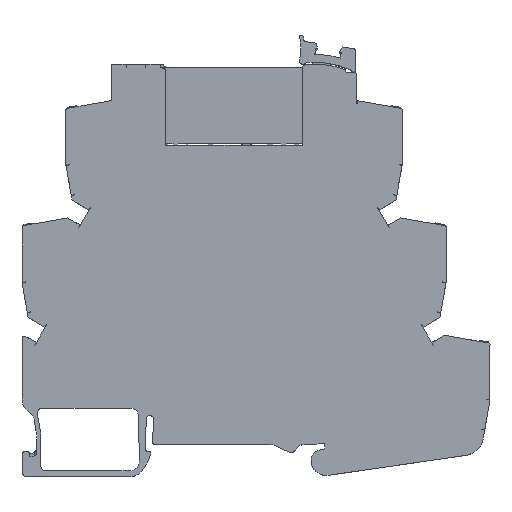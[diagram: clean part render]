
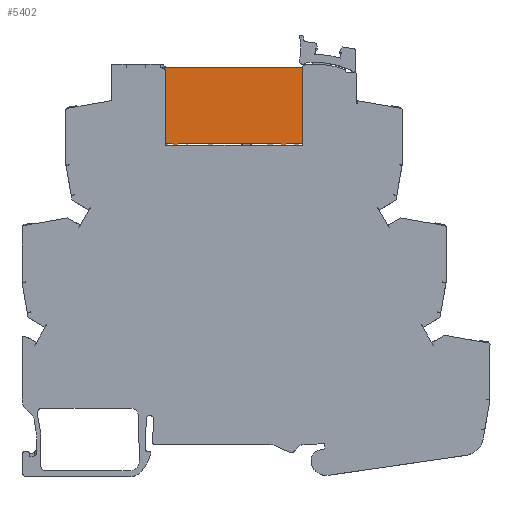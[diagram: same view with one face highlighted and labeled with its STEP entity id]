
A CAD part, top view. The second image highlights one B-rep face of the part: STEP entity #5402.
In plain terms, the highlighted planar face has unit normal (0, 0, 1).
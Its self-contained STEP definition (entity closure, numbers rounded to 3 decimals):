
#50 = VECTOR ( 'NONE', #2543, 1000. ) ;
#83 = DIRECTION ( 'NONE',  ( 1., 0., 0. ) ) ;
#998 = CARTESIAN_POINT ( 'NONE',  ( 54.79, 72.543, 5.6 ) ) ;
#1783 = CARTESIAN_POINT ( 'NONE',  ( 29.19, 57.822, 5.6 ) ) ;
#2029 = CARTESIAN_POINT ( 'NONE',  ( 27.19, 72.522, 5.6 ) ) ;
#2164 = LINE ( 'NONE', #2029, #7869 ) ;
#2207 = VERTEX_POINT ( 'NONE', #16046 ) ;
#2543 = DIRECTION ( 'NONE',  ( -1., 0., 0. ) ) ;
#2777 = ORIENTED_EDGE ( 'NONE', *, *, #3421, .F. ) ;
#2790 = VECTOR ( 'NONE', #15821, 1000. ) ;
#2837 = ORIENTED_EDGE ( 'NONE', *, *, #18901, .F. ) ;
#3015 = EDGE_CURVE ( 'NONE', #7949, #6710, #2164, .T. ) ;
#3421 = EDGE_CURVE ( 'NONE', #22649, #12189, #25915, .T. ) ;
#3628 = ORIENTED_EDGE ( 'NONE', *, *, #17118, .F. ) ;
#3933 = LINE ( 'NONE', #9696, #4599 ) ;
#3957 = DIRECTION ( 'NONE',  ( 0., 1., 0. ) ) ;
#4014 = ORIENTED_EDGE ( 'NONE', *, *, #9113, .T. ) ;
#4570 = DIRECTION ( 'NONE',  ( 0., -1., 0. ) ) ;
#4599 = VECTOR ( 'NONE', #17849, 1000. ) ;
#4865 = VERTEX_POINT ( 'NONE', #998 ) ;
#5214 = CARTESIAN_POINT ( 'NONE',  ( 50.04, 58.122, 5.6 ) ) ;
#5219 = DIRECTION ( 'NONE',  ( -1., 0., 0. ) ) ;
#5402 = ADVANCED_FACE ( 'NONE', ( #19837 ), #15759, .F. ) ;
#5620 = VECTOR ( 'NONE', #3957, 1000. ) ;
#5677 = DIRECTION ( 'NONE',  ( -1., 0., 0. ) ) ;
#5768 = DIRECTION ( 'NONE',  ( 0., -1., 0. ) ) ;
#6016 = DIRECTION ( 'NONE',  ( 1., 0., 0. ) ) ;
#6292 = CARTESIAN_POINT ( 'NONE',  ( 54.79, 58.122, 5.6 ) ) ;
#6532 = LINE ( 'NONE', #10862, #9625 ) ;
#6578 = ORIENTED_EDGE ( 'NONE', *, *, #15406, .T. ) ;
#6710 = VERTEX_POINT ( 'NONE', #24453 ) ;
#6850 = CIRCLE ( 'NONE', #18180, 0.4 ) ;
#6869 = VECTOR ( 'NONE', #23775, 1000. ) ;
#7007 = CARTESIAN_POINT ( 'NONE',  ( 27.04, 72.822, 5.6 ) ) ;
#7561 = ORIENTED_EDGE ( 'NONE', *, *, #14223, .T. ) ;
#7653 = CARTESIAN_POINT ( 'NONE',  ( 54.94, 57.829, 5.6 ) ) ;
#7772 = CARTESIAN_POINT ( 'NONE',  ( 26.79, 72.522, 5.6 ) ) ;
#7869 = VECTOR ( 'NONE', #15948, 1000. ) ;
#7887 = LINE ( 'NONE', #24051, #5620 ) ;
#7949 = VERTEX_POINT ( 'NONE', #12141 ) ;
#8282 = DIRECTION ( 'NONE',  ( 0., 0., 1. ) ) ;
#9113 = EDGE_CURVE ( 'NONE', #22649, #9891, #3933, .T. ) ;
#9625 = VECTOR ( 'NONE', #4570, 1000. ) ;
#9696 = CARTESIAN_POINT ( 'NONE',  ( 30.19, 57.822, 5.6 ) ) ;
#9891 = VERTEX_POINT ( 'NONE', #21697 ) ;
#10281 = LINE ( 'NONE', #24341, #50 ) ;
#10369 = DIRECTION ( 'NONE',  ( 0., 1., 0. ) ) ;
#10556 = EDGE_CURVE ( 'NONE', #23921, #4865, #22123, .T. ) ;
#10723 = VECTOR ( 'NONE', #10369, 1000. ) ;
#10862 = CARTESIAN_POINT ( 'NONE',  ( 54.79, 57.222, 5.6 ) ) ;
#10904 = ORIENTED_EDGE ( 'NONE', *, *, #20494, .F. ) ;
#10958 = DIRECTION ( 'NONE',  ( -1., 0., 0. ) ) ;
#11061 = EDGE_CURVE ( 'NONE', #12189, #22089, #19774, .T. ) ;
#11346 = VECTOR ( 'NONE', #83, 1000. ) ;
#11384 = CARTESIAN_POINT ( 'NONE',  ( 55.19, 72.543, 5.6 ) ) ;
#11423 = ORIENTED_EDGE ( 'NONE', *, *, #11061, .F. ) ;
#11811 = ORIENTED_EDGE ( 'NONE', *, *, #17453, .T. ) ;
#11891 = ORIENTED_EDGE ( 'NONE', *, *, #12149, .T. ) ;
#11971 = VERTEX_POINT ( 'NONE', #15249 ) ;
#12141 = CARTESIAN_POINT ( 'NONE',  ( 27.19, 58.122, 5.6 ) ) ;
#12149 = EDGE_CURVE ( 'NONE', #25234, #11971, #22596, .T. ) ;
#12189 = VERTEX_POINT ( 'NONE', #14304 ) ;
#12518 = EDGE_CURVE ( 'NONE', #7949, #22089, #16002, .T. ) ;
#12831 = DIRECTION ( 'NONE',  ( 0., 0., 1. ) ) ;
#13239 = VECTOR ( 'NONE', #6016, 1000. ) ;
#13496 = VECTOR ( 'NONE', #10958, 1000. ) ;
#13816 = VERTEX_POINT ( 'NONE', #5214 ) ;
#13998 = CARTESIAN_POINT ( 'NONE',  ( 50.04, 57.829, 5.6 ) ) ;
#14084 = ORIENTED_EDGE ( 'NONE', *, *, #10556, .F. ) ;
#14089 = VERTEX_POINT ( 'NONE', #13998 ) ;
#14223 = EDGE_CURVE ( 'NONE', #11971, #25347, #14505, .T. ) ;
#14304 = CARTESIAN_POINT ( 'NONE',  ( 29.19, 57.829, 5.6 ) ) ;
#14455 = ORIENTED_EDGE ( 'NONE', *, *, #3015, .F. ) ;
#14505 = LINE ( 'NONE', #20700, #11346 ) ;
#14553 = EDGE_CURVE ( 'NONE', #25234, #14089, #10281, .T. ) ;
#15249 = CARTESIAN_POINT ( 'NONE',  ( 51.04, 58.122, 5.6 ) ) ;
#15406 = EDGE_CURVE ( 'NONE', #23921, #2207, #22796, .T. ) ;
#15628 = CARTESIAN_POINT ( 'NONE',  ( 54.94, 72.822, 5.6 ) ) ;
#15759 = PLANE ( 'NONE',  #23668 ) ;
#15821 = DIRECTION ( 'NONE',  ( 0., 1., 0. ) ) ;
#15948 = DIRECTION ( 'NONE',  ( 0., 1., 0. ) ) ;
#16002 = LINE ( 'NONE', #24020, #13239 ) ;
#16046 = CARTESIAN_POINT ( 'NONE',  ( 27.054, 72.822, 5.6 ) ) ;
#16969 = CARTESIAN_POINT ( 'NONE',  ( 54.904, 72.822, 5.6 ) ) ;
#17068 = AXIS2_PLACEMENT_3D ( 'NONE', #11384, #12831, #5219 ) ;
#17118 = EDGE_CURVE ( 'NONE', #6710, #2207, #6850, .T. ) ;
#17453 = EDGE_CURVE ( 'NONE', #9891, #13816, #21673, .T. ) ;
#17849 = DIRECTION ( 'NONE',  ( 0., 1., 0. ) ) ;
#17987 = DIRECTION ( 'NONE',  ( 0., 0., -1. ) ) ;
#18180 = AXIS2_PLACEMENT_3D ( 'NONE', #7772, #8282, #25909 ) ;
#18767 = CARTESIAN_POINT ( 'NONE',  ( 30.19, 57.829, 5.6 ) ) ;
#18901 = EDGE_CURVE ( 'NONE', #14089, #13816, #7887, .T. ) ;
#19774 = LINE ( 'NONE', #1783, #2790 ) ;
#19837 = FACE_OUTER_BOUND ( 'NONE', #22948, .T. ) ;
#19977 = CARTESIAN_POINT ( 'NONE',  ( 51.04, 57.829, 5.6 ) ) ;
#20494 = EDGE_CURVE ( 'NONE', #4865, #25347, #6532, .T. ) ;
#20552 = ORIENTED_EDGE ( 'NONE', *, *, #14553, .F. ) ;
#20700 = CARTESIAN_POINT ( 'NONE',  ( 27.04, 58.122, 5.6 ) ) ;
#21359 = ORIENTED_EDGE ( 'NONE', *, *, #12518, .T. ) ;
#21495 = VECTOR ( 'NONE', #5677, 1000. ) ;
#21673 = LINE ( 'NONE', #24152, #6869 ) ;
#21697 = CARTESIAN_POINT ( 'NONE',  ( 30.19, 58.122, 5.6 ) ) ;
#22089 = VERTEX_POINT ( 'NONE', #24911 ) ;
#22123 = CIRCLE ( 'NONE', #17068, 0.4 ) ;
#22596 = LINE ( 'NONE', #24433, #10723 ) ;
#22649 = VERTEX_POINT ( 'NONE', #18767 ) ;
#22796 = LINE ( 'NONE', #7007, #13496 ) ;
#22948 = EDGE_LOOP ( 'NONE', ( #20552, #11891, #7561, #10904, #14084, #6578, #3628, #14455, #21359, #11423, #2777, #4014, #11811, #2837 ) ) ;
#23668 = AXIS2_PLACEMENT_3D ( 'NONE', #15628, #17987, #5768 ) ;
#23775 = DIRECTION ( 'NONE',  ( 1., 0., 0. ) ) ;
#23921 = VERTEX_POINT ( 'NONE', #16969 ) ;
#24020 = CARTESIAN_POINT ( 'NONE',  ( 27.04, 58.122, 5.6 ) ) ;
#24051 = CARTESIAN_POINT ( 'NONE',  ( 50.04, 57.822, 5.6 ) ) ;
#24152 = CARTESIAN_POINT ( 'NONE',  ( 27.04, 58.122, 5.6 ) ) ;
#24341 = CARTESIAN_POINT ( 'NONE',  ( 54.94, 57.829, 5.6 ) ) ;
#24433 = CARTESIAN_POINT ( 'NONE',  ( 51.04, 57.822, 5.6 ) ) ;
#24453 = CARTESIAN_POINT ( 'NONE',  ( 27.19, 72.522, 5.6 ) ) ;
#24911 = CARTESIAN_POINT ( 'NONE',  ( 29.19, 58.122, 5.6 ) ) ;
#25234 = VERTEX_POINT ( 'NONE', #19977 ) ;
#25347 = VERTEX_POINT ( 'NONE', #6292 ) ;
#25909 = DIRECTION ( 'NONE',  ( -1., 0., 0. ) ) ;
#25915 = LINE ( 'NONE', #7653, #21495 ) ;
